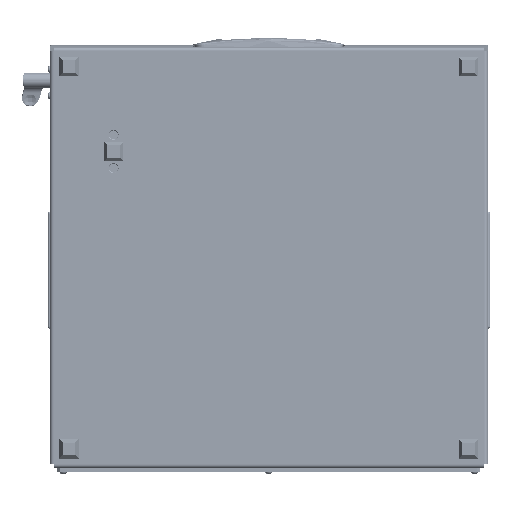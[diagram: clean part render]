
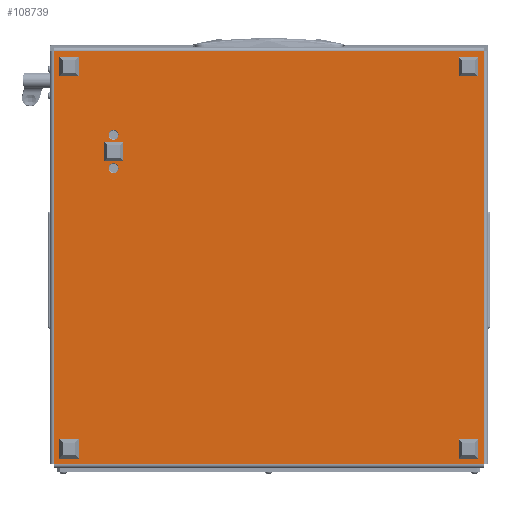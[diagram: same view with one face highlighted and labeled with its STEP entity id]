
A CAD part, front view. The second image highlights one B-rep face of the part: STEP entity #108739.
In plain terms, the highlighted face is planar.
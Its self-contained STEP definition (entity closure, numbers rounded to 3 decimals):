
#1235 = CIRCLE ( 'NONE', #82877, 5.2 ) ;
#1357 = AXIS2_PLACEMENT_3D ( 'NONE', #26500, #73322, #108642 ) ;
#1522 = DIRECTION ( 'NONE',  ( -1., 0., 0. ) ) ;
#3501 = DIRECTION ( 'NONE',  ( -1., 0., 0. ) ) ;
#3849 = VERTEX_POINT ( 'NONE', #43897 ) ;
#4740 = VERTEX_POINT ( 'NONE', #34158 ) ;
#9436 = VECTOR ( 'NONE', #16733, 1000. ) ;
#10928 = ORIENTED_EDGE ( 'NONE', *, *, #44215, .T. ) ;
#14200 = EDGE_CURVE ( 'NONE', #32401, #56217, #1235, .T. ) ;
#14647 = VECTOR ( 'NONE', #34641, 1000. ) ;
#16209 = CARTESIAN_POINT ( 'NONE',  ( 436., 0., 0. ) ) ;
#16733 = DIRECTION ( 'NONE',  ( -1., 0., 0. ) ) ;
#18544 = CARTESIAN_POINT ( 'NONE',  ( 436., 0., 0. ) ) ;
#18590 = PLANE ( 'NONE',  #26284 ) ;
#18919 = CIRCLE ( 'NONE', #1357, 5.2 ) ;
#22298 = CARTESIAN_POINT ( 'NONE',  ( 90., 389., 0. ) ) ;
#26284 = AXIS2_PLACEMENT_3D ( 'NONE', #84886, #119664, #1522 ) ;
#26500 = CARTESIAN_POINT ( 'NONE',  ( 90., 389., 0. ) ) ;
#26968 = CIRCLE ( 'NONE', #91046, 5.2 ) ;
#27129 = FACE_BOUND ( 'NONE', #79862, .T. ) ;
#29555 = VERTEX_POINT ( 'NONE', #39043 ) ;
#32401 = VERTEX_POINT ( 'NONE', #39441 ) ;
#33739 = VERTEX_POINT ( 'NONE', #16209 ) ;
#33746 = LINE ( 'NONE', #118344, #105347 ) ;
#34158 = CARTESIAN_POINT ( 'NONE',  ( 119.8, 389., 0. ) ) ;
#34641 = DIRECTION ( 'NONE',  ( 0., -1., 0. ) ) ;
#35097 = CARTESIAN_POINT ( 'NONE',  ( 125., 389., 0. ) ) ;
#39043 = CARTESIAN_POINT ( 'NONE',  ( 2., 0., 0. ) ) ;
#39441 = CARTESIAN_POINT ( 'NONE',  ( 95.2, 389., 0. ) ) ;
#43897 = CARTESIAN_POINT ( 'NONE',  ( 130.2, 389., 0. ) ) ;
#44215 = EDGE_CURVE ( 'NONE', #79531, #33739, #53499, .T. ) ;
#47831 = FACE_BOUND ( 'NONE', #101151, .T. ) ;
#50315 = ORIENTED_EDGE ( 'NONE', *, *, #105388, .F. ) ;
#51855 = CARTESIAN_POINT ( 'NONE',  ( 436., 452., 0. ) ) ;
#53499 = LINE ( 'NONE', #118030, #14647 ) ;
#56217 = VERTEX_POINT ( 'NONE', #100151 ) ;
#57629 = DIRECTION ( 'NONE',  ( 0., 0., -1. ) ) ;
#58901 = CARTESIAN_POINT ( 'NONE',  ( 125., 389., 0. ) ) ;
#60097 = VECTOR ( 'NONE', #112669, 1000. ) ;
#60792 = EDGE_CURVE ( 'NONE', #3849, #4740, #26968, .T. ) ;
#63034 = EDGE_CURVE ( 'NONE', #29555, #75967, #92614, .T. ) ;
#65217 = CARTESIAN_POINT ( 'NONE',  ( 2., 0., 0. ) ) ;
#73322 = DIRECTION ( 'NONE',  ( 0., 0., -1. ) ) ;
#75866 = DIRECTION ( 'NONE',  ( -1., 0., 0. ) ) ;
#75967 = VERTEX_POINT ( 'NONE', #113975 ) ;
#78862 = ORIENTED_EDGE ( 'NONE', *, *, #96310, .T. ) ;
#79531 = VERTEX_POINT ( 'NONE', #51855 ) ;
#79862 = EDGE_LOOP ( 'NONE', ( #101066, #119770 ) ) ;
#82532 = DIRECTION ( 'NONE',  ( -1., 0., 0. ) ) ;
#82877 = AXIS2_PLACEMENT_3D ( 'NONE', #22298, #57629, #75866 ) ;
#84886 = CARTESIAN_POINT ( 'NONE',  ( 0., 452., 0. ) ) ;
#86877 = DIRECTION ( 'NONE',  ( 0., 0., -1. ) ) ;
#88036 = CIRCLE ( 'NONE', #97786, 5.2 ) ;
#88690 = ORIENTED_EDGE ( 'NONE', *, *, #63034, .T. ) ;
#91046 = AXIS2_PLACEMENT_3D ( 'NONE', #35097, #108718, #82532 ) ;
#92614 = LINE ( 'NONE', #65217, #60097 ) ;
#93530 = EDGE_CURVE ( 'NONE', #56217, #32401, #18919, .T. ) ;
#96310 = EDGE_CURVE ( 'NONE', #33739, #29555, #109215, .T. ) ;
#97786 = AXIS2_PLACEMENT_3D ( 'NONE', #58901, #86877, #3501 ) ;
#98835 = DIRECTION ( 'NONE',  ( -1., 0., 0. ) ) ;
#100151 = CARTESIAN_POINT ( 'NONE',  ( 84.8, 389., 0. ) ) ;
#100735 = ORIENTED_EDGE ( 'NONE', *, *, #60792, .F. ) ;
#101066 = ORIENTED_EDGE ( 'NONE', *, *, #93530, .F. ) ;
#101151 = EDGE_LOOP ( 'NONE', ( #50315, #100735 ) ) ;
#103412 = EDGE_LOOP ( 'NONE', ( #78862, #88690, #109976, #10928 ) ) ;
#105347 = VECTOR ( 'NONE', #98835, 1000. ) ;
#105388 = EDGE_CURVE ( 'NONE', #4740, #3849, #88036, .T. ) ;
#108642 = DIRECTION ( 'NONE',  ( -1., 0., 0. ) ) ;
#108718 = DIRECTION ( 'NONE',  ( 0., 0., -1. ) ) ;
#108739 = ADVANCED_FACE ( 'NONE', ( #27129, #47831, #120254 ), #18590, .T. ) ;
#109215 = LINE ( 'NONE', #18544, #9436 ) ;
#109976 = ORIENTED_EDGE ( 'NONE', *, *, #115879, .F. ) ;
#112669 = DIRECTION ( 'NONE',  ( 0., 1., 0. ) ) ;
#113975 = CARTESIAN_POINT ( 'NONE',  ( 2., 452., 0. ) ) ;
#115879 = EDGE_CURVE ( 'NONE', #79531, #75967, #33746, .T. ) ;
#118030 = CARTESIAN_POINT ( 'NONE',  ( 436., 452., 0. ) ) ;
#118344 = CARTESIAN_POINT ( 'NONE',  ( 0., 452., 0. ) ) ;
#119664 = DIRECTION ( 'NONE',  ( 0., 0., -1. ) ) ;
#119770 = ORIENTED_EDGE ( 'NONE', *, *, #14200, .F. ) ;
#120254 = FACE_OUTER_BOUND ( 'NONE', #103412, .T. ) ;
